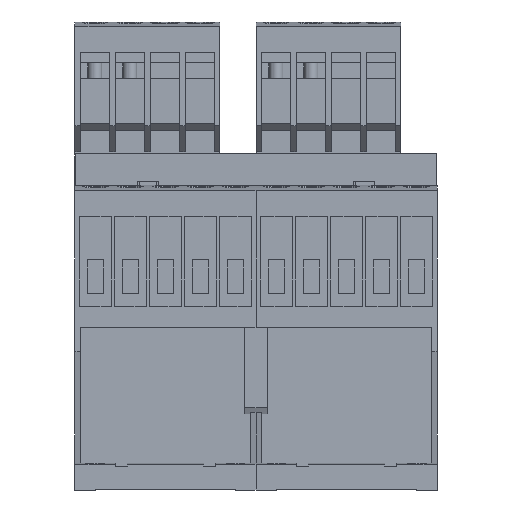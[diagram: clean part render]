
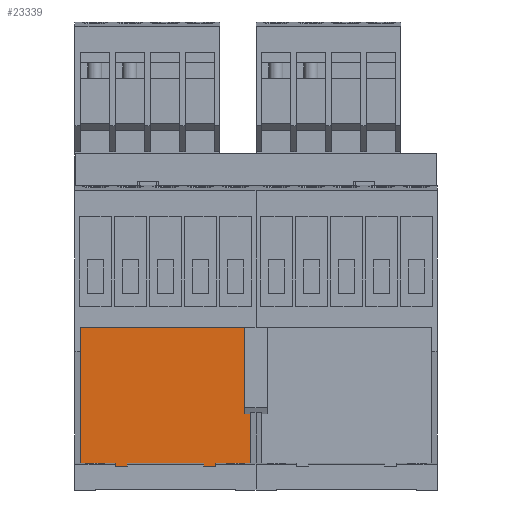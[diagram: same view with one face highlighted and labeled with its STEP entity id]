
A CAD part, front view. The second image highlights one B-rep face of the part: STEP entity #23339.
In plain terms, the highlighted planar face has unit normal (0, -1, 0).
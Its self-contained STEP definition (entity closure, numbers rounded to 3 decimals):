
#11328 = CARTESIAN_POINT ( 'NONE',  ( 35., -25.3, 3.7 ) ) ;
#11409 = CARTESIAN_POINT ( 'NONE',  ( 13., -25.3, 3.7 ) ) ;
#11410 = DIRECTION ( 'NONE',  ( 1., 0., 0. ) ) ;
#11412 = VECTOR ( 'NONE', #11410, 1000. ) ;
#11413 = CARTESIAN_POINT ( 'NONE',  ( 1.3, -25.3, 3.7 ) ) ;
#11414 = LINE ( 'NONE', #11413, #11412 ) ;
#11422 = CARTESIAN_POINT ( 'NONE',  ( 32., -25.3, 3.7 ) ) ;
#11728 = DIRECTION ( 'NONE',  ( 1., 0., 0. ) ) ;
#11730 = VECTOR ( 'NONE', #11728, 1000. ) ;
#11731 = CARTESIAN_POINT ( 'NONE',  ( 1.3, -25.3, 3.7 ) ) ;
#11733 = LINE ( 'NONE', #11731, #11730 ) ;
#11737 = CARTESIAN_POINT ( 'NONE',  ( 43.7, -25.3, 3.7 ) ) ;
#11757 = CARTESIAN_POINT ( 'NONE',  ( 1.3, -25.3, 3.7 ) ) ;
#11760 = DIRECTION ( 'NONE',  ( 1., 0., 0. ) ) ;
#11761 = VECTOR ( 'NONE', #11760, 1000. ) ;
#11763 = CARTESIAN_POINT ( 'NONE',  ( 1.3, -25.3, 3.7 ) ) ;
#11764 = LINE ( 'NONE', #11763, #11761 ) ;
#11769 = CARTESIAN_POINT ( 'NONE',  ( 10., -25.3, 3.7 ) ) ;
#18449 = CARTESIAN_POINT ( 'NONE',  ( 43.7, -25.3, 37.5 ) ) ;
#18451 = DIRECTION ( 'NONE',  ( 1., 0., 0. ) ) ;
#18453 = VECTOR ( 'NONE', #18451, 1000. ) ;
#18454 = CARTESIAN_POINT ( 'NONE',  ( 1.3, -25.3, 37.5 ) ) ;
#18455 = LINE ( 'NONE', #18454, #18453 ) ;
#18459 = CARTESIAN_POINT ( 'NONE',  ( 1.3, -25.3, 37.5 ) ) ;
#18582 = DIRECTION ( 'NONE',  ( 0., 0., 1. ) ) ;
#18584 = DIRECTION ( 'NONE',  ( 0., 1., 0. ) ) ;
#18586 = AXIS2_PLACEMENT_3D ( 'NONE', #18591, #18584, #18582 ) ;
#18591 = CARTESIAN_POINT ( 'NONE',  ( 1.3, -25.3, 3.7 ) ) ;
#18593 = PLANE ( 'NONE',  #18586 ) ;
#18594 = FACE_OUTER_BOUND ( 'NONE', #23340, .T. ) ;
#18596 = DIRECTION ( 'NONE',  ( 0., 0., 1. ) ) ;
#18597 = VECTOR ( 'NONE', #18596, 1000. ) ;
#18599 = CARTESIAN_POINT ( 'NONE',  ( 43.7, -25.3, 3.7 ) ) ;
#18601 = LINE ( 'NONE', #18599, #18597 ) ;
#18606 = CARTESIAN_POINT ( 'NONE',  ( 13., -25.3, 2.9 ) ) ;
#18608 = DIRECTION ( 'NONE',  ( -1., 0., 0. ) ) ;
#18610 = VECTOR ( 'NONE', #18608, 1000. ) ;
#18612 = CARTESIAN_POINT ( 'NONE',  ( 13., -25.3, 2.9 ) ) ;
#18613 = LINE ( 'NONE', #18612, #18610 ) ;
#18619 = CARTESIAN_POINT ( 'NONE',  ( 10., -25.3, 2.9 ) ) ;
#18621 = DIRECTION ( 'NONE',  ( 0., 0., -1. ) ) ;
#18623 = VECTOR ( 'NONE', #18621, 1000. ) ;
#18625 = CARTESIAN_POINT ( 'NONE',  ( 10., -25.3, 4.9 ) ) ;
#18627 = LINE ( 'NONE', #18625, #18623 ) ;
#18631 = DIRECTION ( 'NONE',  ( 0., 0., -1. ) ) ;
#18633 = VECTOR ( 'NONE', #18631, 1000. ) ;
#18634 = CARTESIAN_POINT ( 'NONE',  ( 35., -25.3, 4.9 ) ) ;
#18636 = LINE ( 'NONE', #18634, #18633 ) ;
#18687 = DIRECTION ( 'NONE',  ( 0., 0., 1. ) ) ;
#18689 = VECTOR ( 'NONE', #18687, 1000. ) ;
#18691 = CARTESIAN_POINT ( 'NONE',  ( 1.3, -25.3, 3.7 ) ) ;
#18700 = LINE ( 'NONE', #18691, #18689 ) ;
#18708 = CARTESIAN_POINT ( 'NONE',  ( 35., -25.3, 2.9 ) ) ;
#18710 = DIRECTION ( 'NONE',  ( -1., 0., 0. ) ) ;
#18712 = VECTOR ( 'NONE', #18710, 1000. ) ;
#18714 = CARTESIAN_POINT ( 'NONE',  ( 35., -25.3, 2.9 ) ) ;
#18715 = LINE ( 'NONE', #18714, #18712 ) ;
#18720 = CARTESIAN_POINT ( 'NONE',  ( 32., -25.3, 2.9 ) ) ;
#18723 = DIRECTION ( 'NONE',  ( 0., 0., -1. ) ) ;
#18724 = VECTOR ( 'NONE', #18723, 1000. ) ;
#18725 = CARTESIAN_POINT ( 'NONE',  ( 32., -25.3, 4.9 ) ) ;
#18727 = LINE ( 'NONE', #18725, #18724 ) ;
#18842 = DIRECTION ( 'NONE',  ( 0., 0., -1. ) ) ;
#18843 = VECTOR ( 'NONE', #18842, 1000. ) ;
#18846 = CARTESIAN_POINT ( 'NONE',  ( 13., -25.3, 4.9 ) ) ;
#18854 = LINE ( 'NONE', #18846, #18843 ) ;
#21580 = VERTEX_POINT ( 'NONE', #11328 ) ;
#21591 = VERTEX_POINT ( 'NONE', #11422 ) ;
#21594 = EDGE_CURVE ( 'NONE', #21595, #21591, #11414, .T. ) ;
#21595 = VERTEX_POINT ( 'NONE', #11409 ) ;
#21651 = VERTEX_POINT ( 'NONE', #11737 ) ;
#21653 = EDGE_CURVE ( 'NONE', #21580, #21651, #11733, .T. ) ;
#21681 = VERTEX_POINT ( 'NONE', #11769 ) ;
#21683 = EDGE_CURVE ( 'NONE', #21684, #21681, #11764, .T. ) ;
#21684 = VERTEX_POINT ( 'NONE', #11757 ) ;
#23284 = VERTEX_POINT ( 'NONE', #18459 ) ;
#23286 = EDGE_CURVE ( 'NONE', #23284, #23287, #18455, .T. ) ;
#23287 = VERTEX_POINT ( 'NONE', #18449 ) ;
#23323 = EDGE_CURVE ( 'NONE', #21580, #23347, #18636, .T. ) ;
#23324 = ORIENTED_EDGE ( 'NONE', *, *, #21653, .T. ) ;
#23325 = ORIENTED_EDGE ( 'NONE', *, *, #23335, .T. ) ;
#23326 = ORIENTED_EDGE ( 'NONE', *, *, #23286, .F. ) ;
#23327 = ORIENTED_EDGE ( 'NONE', *, *, #23354, .F. ) ;
#23328 = ORIENTED_EDGE ( 'NONE', *, *, #21683, .T. ) ;
#23329 = ORIENTED_EDGE ( 'NONE', *, *, #23330, .T. ) ;
#23330 = EDGE_CURVE ( 'NONE', #21681, #23331, #18627, .T. ) ;
#23331 = VERTEX_POINT ( 'NONE', #18619 ) ;
#23332 = ORIENTED_EDGE ( 'NONE', *, *, #23333, .F. ) ;
#23333 = EDGE_CURVE ( 'NONE', #23334, #23331, #18613, .T. ) ;
#23334 = VERTEX_POINT ( 'NONE', #18606 ) ;
#23335 = EDGE_CURVE ( 'NONE', #21651, #23287, #18601, .T. ) ;
#23339 = ADVANCED_FACE ( 'PLANAR_69', ( #18594 ), #18593, .F. ) ;
#23340 = EDGE_LOOP ( 'NONE', ( #23341, #23342, #23345, #23348, #23324, #23325, #23326, #23327, #23328, #23329, #23332, #23392 ) ) ;
#23341 = ORIENTED_EDGE ( 'NONE', *, *, #21594, .T. ) ;
#23342 = ORIENTED_EDGE ( 'NONE', *, *, #23343, .T. ) ;
#23343 = EDGE_CURVE ( 'NONE', #21591, #23344, #18727, .T. ) ;
#23344 = VERTEX_POINT ( 'NONE', #18720 ) ;
#23345 = ORIENTED_EDGE ( 'NONE', *, *, #23346, .F. ) ;
#23346 = EDGE_CURVE ( 'NONE', #23347, #23344, #18715, .T. ) ;
#23347 = VERTEX_POINT ( 'NONE', #18708 ) ;
#23348 = ORIENTED_EDGE ( 'NONE', *, *, #23323, .F. ) ;
#23354 = EDGE_CURVE ( 'NONE', #21684, #23284, #18700, .T. ) ;
#23392 = ORIENTED_EDGE ( 'NONE', *, *, #23393, .F. ) ;
#23393 = EDGE_CURVE ( 'NONE', #21595, #23334, #18854, .T. ) ;
